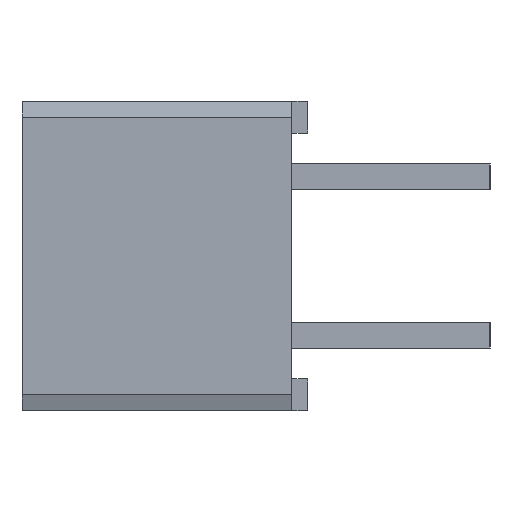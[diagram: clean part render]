
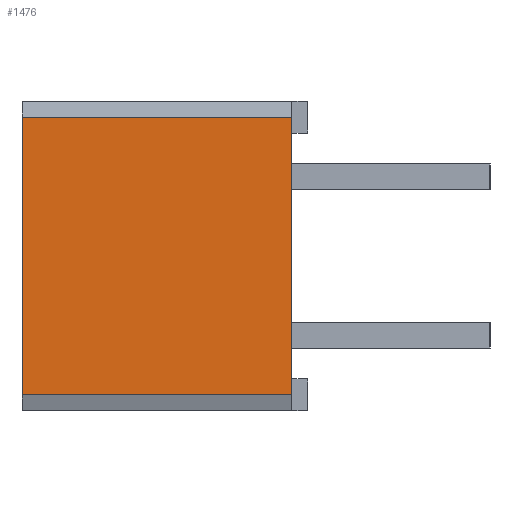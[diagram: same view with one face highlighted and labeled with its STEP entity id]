
A CAD part, left-side view. The second image highlights one B-rep face of the part: STEP entity #1476.
In plain terms, the highlighted planar face has unit normal (-1, 0, 0).
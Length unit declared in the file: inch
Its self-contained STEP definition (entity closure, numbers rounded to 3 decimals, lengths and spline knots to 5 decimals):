
#1476 = ADVANCED_FACE( '', ( #3477 ), #3478, .F. );
#3477 = FACE_OUTER_BOUND( '', #6119, .T. );
#3478 = PLANE( '', #6120 );
#6119 = EDGE_LOOP( '', ( #10198, #10199, #10200, #10201 ) );
#6120 = AXIS2_PLACEMENT_3D( '', #10202, #10203, #10204 );
#10198 = ORIENTED_EDGE( '', *, *, #16773, .T. );
#10199 = ORIENTED_EDGE( '', *, *, #16774, .T. );
#10200 = ORIENTED_EDGE( '', *, *, #15513, .T. );
#10201 = ORIENTED_EDGE( '', *, *, #16775, .F. );
#10202 = CARTESIAN_POINT( '', ( -0.9, 0.18, -0.0975 ) );
#10203 = DIRECTION( '', ( 1., 0., 0. ) );
#10204 = DIRECTION( '', ( 0., 0., -1. ) );
#15513 = EDGE_CURVE( '', #18493, #18494, #18495, .T. );
#16773 = EDGE_CURVE( '', #20603, #20604, #20605, .T. );
#16774 = EDGE_CURVE( '', #20604, #18493, #20606, .T. );
#16775 = EDGE_CURVE( '', #20603, #18494, #20607, .T. );
#18493 = VERTEX_POINT( '', #22857 );
#18494 = VERTEX_POINT( '', #22858 );
#18495 = LINE( '', #22859, #22860 );
#20603 = VERTEX_POINT( '', #25948 );
#20604 = VERTEX_POINT( '', #25949 );
#20605 = LINE( '', #25950, #25951 );
#20606 = LINE( '', #25952, #25953 );
#20607 = LINE( '', #25954, #25955 );
#22857 = CARTESIAN_POINT( '', ( -0.9, 0.01, 0.0875 ) );
#22858 = CARTESIAN_POINT( '', ( -0.9, 0.18, 0.0875 ) );
#22859 = CARTESIAN_POINT( '', ( -0.9, 0.18, 0.0875 ) );
#22860 = VECTOR( '', #29242, 39.37008 );
#25948 = CARTESIAN_POINT( '', ( -0.9, 0.18, -0.0875 ) );
#25949 = CARTESIAN_POINT( '', ( -0.9, 0.01, -0.0875 ) );
#25950 = CARTESIAN_POINT( '', ( -0.9, 0.18, -0.0875 ) );
#25951 = VECTOR( '', #30223, 39.37008 );
#25952 = CARTESIAN_POINT( '', ( -0.9, 0.01, -0.0775 ) );
#25953 = VECTOR( '', #30224, 39.37008 );
#25954 = CARTESIAN_POINT( '', ( -0.9, 0.18, -0.0975 ) );
#25955 = VECTOR( '', #30225, 39.37008 );
#29242 = DIRECTION( '', ( 0., 1., 0. ) );
#30223 = DIRECTION( '', ( 0., -1., 0. ) );
#30224 = DIRECTION( '', ( 0., 0., 1. ) );
#30225 = DIRECTION( '', ( 0., 0., 1. ) );
